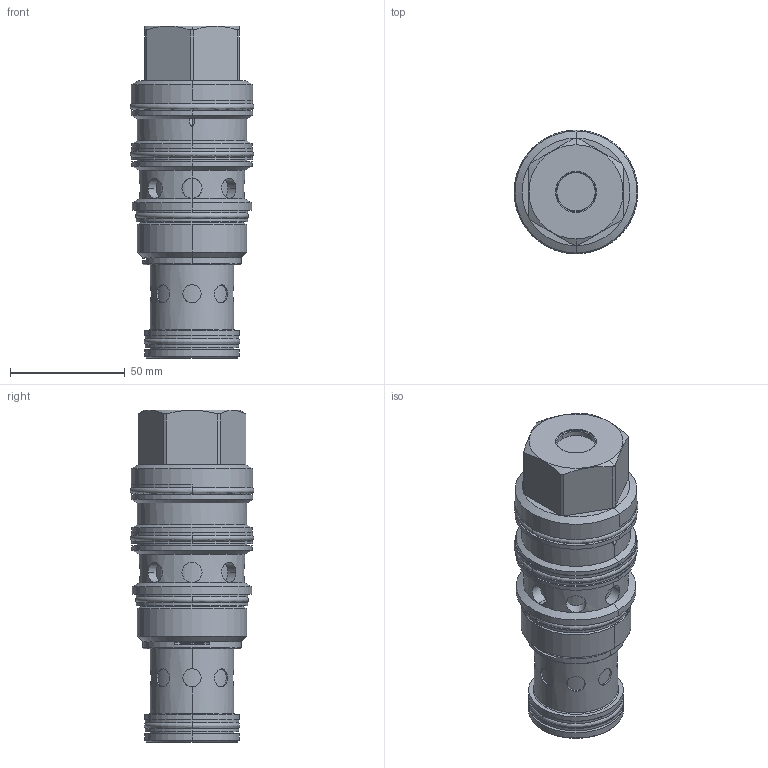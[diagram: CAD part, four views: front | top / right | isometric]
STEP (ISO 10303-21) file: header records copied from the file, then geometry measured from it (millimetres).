
FILE_DESCRIPTION((''),'2;1');
FILE_NAME('PVJA8WN_SW','2022-10-19T15:13:39',('SigMax'),(''),'CREO PARAMETRIC BY PTC INC, 2021072','CREO PARAMETRIC BY PTC INC, 2021072','');
FILE_SCHEMA(('AUTOMOTIVE_DESIGN { 1 0 10303 214 1 1 1 1 }'));
Length unit declared in the file: inch
Products named in the file (1): PVJA8WN_SW
Bounding box: 53.84 x 53.84 x 144.63 mm (x, y, z)
Volume: 222533.2 mm3; surface area: 50361.2 mm2
Topology: 6 solids, 8 shells, 276 faces, 624 edges, 381 vertices
Faces by surface type: cylinder 140, plane 50, torus 40, cone 32, revolution 14
Entity records: 12128 total; most frequent: CARTESIAN_POINT 3792, DIRECTION 1350, ORIENTED_EDGE 1248, EDGE_CURVE 624, AXIS2_PLACEMENT_3D 576, VERTEX_POINT 381, EDGE_LOOP 327, CIRCLE 314
